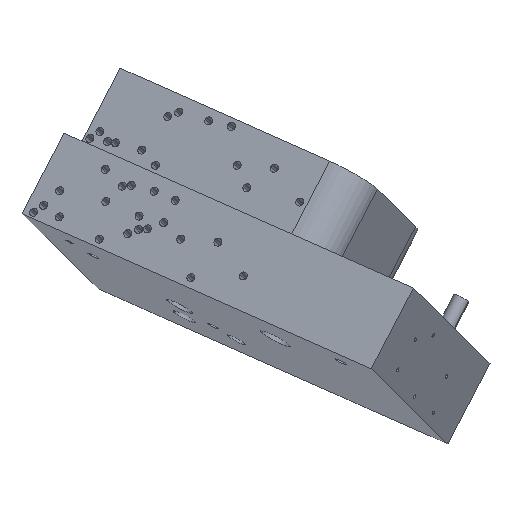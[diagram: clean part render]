
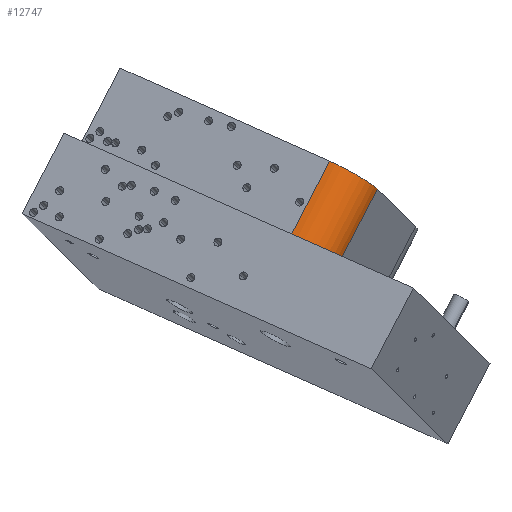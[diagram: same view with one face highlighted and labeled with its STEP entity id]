
A CAD part, top view. The second image highlights one B-rep face of the part: STEP entity #12747.
In plain terms, the highlighted cylindrical face has radius 10 mm (diameter 20 mm), a partial arc.
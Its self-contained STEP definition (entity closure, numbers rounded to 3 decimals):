
#11557 = PLANE('',#11558);
#11558 = AXIS2_PLACEMENT_3D('',#11559,#11560,#11561);
#11559 = CARTESIAN_POINT('',(0.,0.,0.));
#11560 = DIRECTION('',(0.,1.,0.));
#11561 = DIRECTION('',(1.,0.,0.));
#11670 = VERTEX_POINT('',#11671);
#11671 = CARTESIAN_POINT('',(60.,0.,0.));
#11685 = PLANE('',#11686);
#11686 = AXIS2_PLACEMENT_3D('',#11687,#11688,#11689);
#11687 = CARTESIAN_POINT('',(0.,0.,0.));
#11688 = DIRECTION('',(0.,0.,1.));
#11689 = DIRECTION('',(1.,0.,-0.));
#11697 = EDGE_CURVE('',#11698,#11670,#11700,.T.);
#11698 = VERTEX_POINT('',#11699);
#11699 = CARTESIAN_POINT('',(70.,0.,-10.));
#11700 = SURFACE_CURVE('',#11701,(#11706,#11717),.PCURVE_S1.);
#11701 = CIRCLE('',#11702,10.);
#11702 = AXIS2_PLACEMENT_3D('',#11703,#11704,#11705);
#11703 = CARTESIAN_POINT('',(60.,0.,-10.));
#11704 = DIRECTION('',(0.,-1.,0.));
#11705 = DIRECTION('',(1.,0.,0.));
#11706 = PCURVE('',#11557,#11707);
#11707 = DEFINITIONAL_REPRESENTATION('',(#11708),#11716);
#11708 = ( BOUNDED_CURVE() B_SPLINE_CURVE(2,(#11709,#11710,#11711,#11712
    ,#11713,#11714,#11715),.UNSPECIFIED.,.T.,.F.) 
B_SPLINE_CURVE_WITH_KNOTS((1,2,2,2,2,1),(-2.094,0.,
    2.094,4.189,6.283,8.378),
.UNSPECIFIED.) CURVE() GEOMETRIC_REPRESENTATION_ITEM() 
RATIONAL_B_SPLINE_CURVE((1.,0.5,1.,0.5,1.,0.5,1.)) REPRESENTATION_ITEM(
  '') );
#11709 = CARTESIAN_POINT('',(70.,10.));
#11710 = CARTESIAN_POINT('',(70.,-7.321));
#11711 = CARTESIAN_POINT('',(55.,1.34));
#11712 = CARTESIAN_POINT('',(40.,10.));
#11713 = CARTESIAN_POINT('',(55.,18.66));
#11714 = CARTESIAN_POINT('',(70.,27.321));
#11715 = CARTESIAN_POINT('',(70.,10.));
#11716 = ( GEOMETRIC_REPRESENTATION_CONTEXT(2) 
PARAMETRIC_REPRESENTATION_CONTEXT() REPRESENTATION_CONTEXT('2D SPACE',''
  ) );
#11717 = PCURVE('',#11718,#11723);
#11718 = CYLINDRICAL_SURFACE('',#11719,10.);
#11719 = AXIS2_PLACEMENT_3D('',#11720,#11721,#11722);
#11720 = CARTESIAN_POINT('',(60.,46.072,-10.));
#11721 = DIRECTION('',(0.,-1.,0.));
#11722 = DIRECTION('',(1.,0.,0.));
#11723 = DEFINITIONAL_REPRESENTATION('',(#11724),#11728);
#11724 = LINE('',#11725,#11726);
#11725 = CARTESIAN_POINT('',(0.,46.072));
#11726 = VECTOR('',#11727,1.);
#11727 = DIRECTION('',(1.,0.));
#11728 = ( GEOMETRIC_REPRESENTATION_CONTEXT(2) 
PARAMETRIC_REPRESENTATION_CONTEXT() REPRESENTATION_CONTEXT('2D SPACE',''
  ) );
#11744 = PLANE('',#11745);
#11745 = AXIS2_PLACEMENT_3D('',#11746,#11747,#11748);
#11746 = CARTESIAN_POINT('',(70.,0.,0.));
#11747 = DIRECTION('',(1.,0.,0.));
#11748 = DIRECTION('',(0.,0.,-1.));
#12139 = PLANE('',#12140);
#12140 = AXIS2_PLACEMENT_3D('',#12141,#12142,#12143);
#12141 = CARTESIAN_POINT('',(0.,20.,0.));
#12142 = DIRECTION('',(0.,1.,0.));
#12143 = DIRECTION('',(1.,0.,0.));
#12233 = VERTEX_POINT('',#12234);
#12234 = CARTESIAN_POINT('',(70.,20.,-10.));
#12255 = EDGE_CURVE('',#12256,#12233,#12258,.T.);
#12256 = VERTEX_POINT('',#12257);
#12257 = CARTESIAN_POINT('',(60.,20.,0.));
#12258 = SURFACE_CURVE('',#12259,(#12264,#12271),.PCURVE_S1.);
#12259 = CIRCLE('',#12260,10.);
#12260 = AXIS2_PLACEMENT_3D('',#12261,#12262,#12263);
#12261 = CARTESIAN_POINT('',(60.,20.,-10.));
#12262 = DIRECTION('',(0.,1.,0.));
#12263 = DIRECTION('',(0.,-0.,1.));
#12264 = PCURVE('',#12139,#12265);
#12265 = DEFINITIONAL_REPRESENTATION('',(#12266),#12270);
#12266 = CIRCLE('',#12267,10.);
#12267 = AXIS2_PLACEMENT_2D('',#12268,#12269);
#12268 = CARTESIAN_POINT('',(60.,10.));
#12269 = DIRECTION('',(0.,-1.));
#12270 = ( GEOMETRIC_REPRESENTATION_CONTEXT(2) 
PARAMETRIC_REPRESENTATION_CONTEXT() REPRESENTATION_CONTEXT('2D SPACE',''
  ) );
#12271 = PCURVE('',#11718,#12272);
#12272 = DEFINITIONAL_REPRESENTATION('',(#12273),#12277);
#12273 = LINE('',#12274,#12275);
#12274 = CARTESIAN_POINT('',(1.571,26.072));
#12275 = VECTOR('',#12276,1.);
#12276 = DIRECTION('',(-1.,0.));
#12277 = ( GEOMETRIC_REPRESENTATION_CONTEXT(2) 
PARAMETRIC_REPRESENTATION_CONTEXT() REPRESENTATION_CONTEXT('2D SPACE',''
  ) );
#12726 = EDGE_CURVE('',#12233,#11698,#12727,.T.);
#12727 = SURFACE_CURVE('',#12728,(#12732,#12739),.PCURVE_S1.);
#12728 = LINE('',#12729,#12730);
#12729 = CARTESIAN_POINT('',(70.,20.,-10.));
#12730 = VECTOR('',#12731,1.);
#12731 = DIRECTION('',(0.,-1.,0.));
#12732 = PCURVE('',#11744,#12733);
#12733 = DEFINITIONAL_REPRESENTATION('',(#12734),#12738);
#12734 = LINE('',#12735,#12736);
#12735 = CARTESIAN_POINT('',(10.,20.));
#12736 = VECTOR('',#12737,1.);
#12737 = DIRECTION('',(0.,-1.));
#12738 = ( GEOMETRIC_REPRESENTATION_CONTEXT(2) 
PARAMETRIC_REPRESENTATION_CONTEXT() REPRESENTATION_CONTEXT('2D SPACE',''
  ) );
#12739 = PCURVE('',#11718,#12740);
#12740 = DEFINITIONAL_REPRESENTATION('',(#12741),#12745);
#12741 = LINE('',#12742,#12743);
#12742 = CARTESIAN_POINT('',(0.,26.072));
#12743 = VECTOR('',#12744,1.);
#12744 = DIRECTION('',(0.,1.));
#12745 = ( GEOMETRIC_REPRESENTATION_CONTEXT(2) 
PARAMETRIC_REPRESENTATION_CONTEXT() REPRESENTATION_CONTEXT('2D SPACE',''
  ) );
#12747 = ADVANCED_FACE('',(#12748),#11718,.T.);
#12748 = FACE_BOUND('',#12749,.T.);
#12749 = EDGE_LOOP('',(#12750,#12751,#12752,#12773));
#12750 = ORIENTED_EDGE('',*,*,#12726,.F.);
#12751 = ORIENTED_EDGE('',*,*,#12255,.F.);
#12752 = ORIENTED_EDGE('',*,*,#12753,.T.);
#12753 = EDGE_CURVE('',#12256,#11670,#12754,.T.);
#12754 = SURFACE_CURVE('',#12755,(#12759,#12766),.PCURVE_S1.);
#12755 = LINE('',#12756,#12757);
#12756 = CARTESIAN_POINT('',(60.,20.,0.));
#12757 = VECTOR('',#12758,1.);
#12758 = DIRECTION('',(0.,-1.,0.));
#12759 = PCURVE('',#11718,#12760);
#12760 = DEFINITIONAL_REPRESENTATION('',(#12761),#12765);
#12761 = LINE('',#12762,#12763);
#12762 = CARTESIAN_POINT('',(1.571,26.072));
#12763 = VECTOR('',#12764,1.);
#12764 = DIRECTION('',(0.,1.));
#12765 = ( GEOMETRIC_REPRESENTATION_CONTEXT(2) 
PARAMETRIC_REPRESENTATION_CONTEXT() REPRESENTATION_CONTEXT('2D SPACE',''
  ) );
#12766 = PCURVE('',#11685,#12767);
#12767 = DEFINITIONAL_REPRESENTATION('',(#12768),#12772);
#12768 = LINE('',#12769,#12770);
#12769 = CARTESIAN_POINT('',(60.,20.));
#12770 = VECTOR('',#12771,1.);
#12771 = DIRECTION('',(0.,-1.));
#12772 = ( GEOMETRIC_REPRESENTATION_CONTEXT(2) 
PARAMETRIC_REPRESENTATION_CONTEXT() REPRESENTATION_CONTEXT('2D SPACE',''
  ) );
#12773 = ORIENTED_EDGE('',*,*,#11697,.F.);
